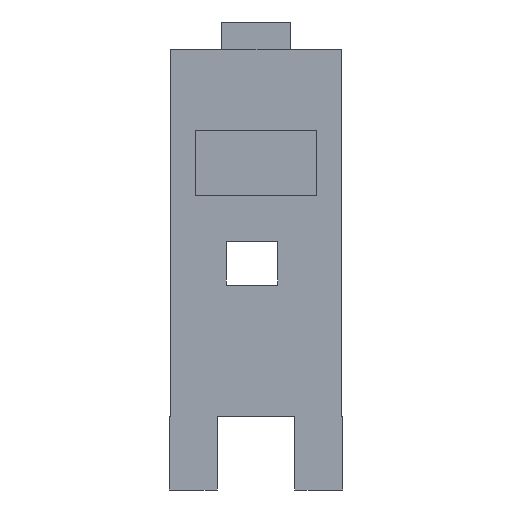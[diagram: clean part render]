
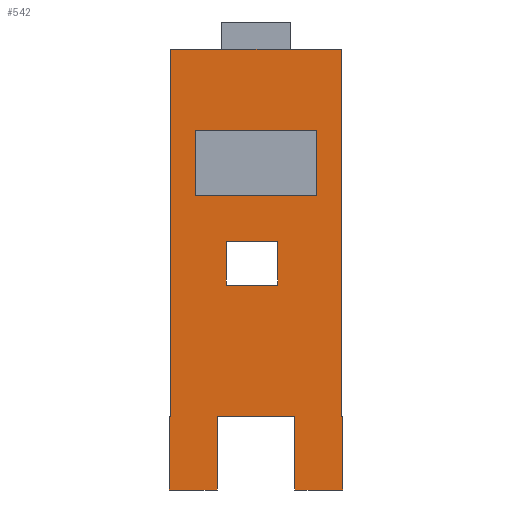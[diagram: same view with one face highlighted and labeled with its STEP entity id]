
A CAD part, front view. The second image highlights one B-rep face of the part: STEP entity #542.
In plain terms, the highlighted planar face has unit normal (0, -1, 0).
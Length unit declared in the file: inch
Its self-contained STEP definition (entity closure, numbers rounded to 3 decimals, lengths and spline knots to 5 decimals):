
#17=FACE_BOUND('',#77,.T.);
#18=FACE_BOUND('',#78,.T.);
#46=FACE_OUTER_BOUND('',#76,.T.);
#76=EDGE_LOOP('',(#467,#468,#469,#470,#471,#472,#473,#474,#475,#476,#477,
#478));
#77=EDGE_LOOP('',(#479,#480,#481,#482));
#78=EDGE_LOOP('',(#483,#484,#485,#486));
#79=LINE('',#719,#151);
#98=LINE('',#758,#170);
#101=LINE('',#762,#173);
#102=LINE('',#764,#174);
#108=LINE('',#778,#180);
#111=LINE('',#783,#183);
#113=LINE('',#788,#185);
#115=LINE('',#792,#187);
#118=LINE('',#797,#190);
#121=LINE('',#803,#193);
#123=LINE('',#807,#195);
#137=LINE('',#836,#209);
#138=LINE('',#838,#210);
#139=LINE('',#841,#211);
#141=LINE('',#844,#213);
#142=LINE('',#847,#214);
#144=LINE('',#851,#216);
#146=LINE('',#855,#218);
#148=LINE('',#859,#220);
#150=LINE('',#862,#222);
#151=VECTOR('',#589,0.3937);
#170=VECTOR('',#612,0.3937);
#173=VECTOR('',#617,0.3937);
#174=VECTOR('',#620,0.3937);
#180=VECTOR('',#630,0.3937);
#183=VECTOR('',#635,0.3937);
#185=VECTOR('',#639,0.3937);
#187=VECTOR('',#643,0.3937);
#190=VECTOR('',#648,0.3937);
#193=VECTOR('',#653,0.3937);
#195=VECTOR('',#657,0.3937);
#209=VECTOR('',#683,0.3937);
#210=VECTOR('',#686,0.3937);
#211=VECTOR('',#689,0.3937);
#213=VECTOR('',#693,0.3937);
#214=VECTOR('',#696,0.3937);
#216=VECTOR('',#700,0.3937);
#218=VECTOR('',#704,0.3937);
#220=VECTOR('',#708,0.3937);
#222=VECTOR('',#712,0.3937);
#223=VERTEX_POINT('',#717);
#224=VERTEX_POINT('',#718);
#241=VERTEX_POINT('',#756);
#242=VERTEX_POINT('',#757);
#247=VERTEX_POINT('',#775);
#248=VERTEX_POINT('',#777);
#249=VERTEX_POINT('',#781);
#250=VERTEX_POINT('',#785);
#251=VERTEX_POINT('',#787);
#252=VERTEX_POINT('',#791);
#253=VERTEX_POINT('',#795);
#254=VERTEX_POINT('',#799);
#255=VERTEX_POINT('',#801);
#256=VERTEX_POINT('',#805);
#265=VERTEX_POINT('',#834);
#266=VERTEX_POINT('',#840);
#267=VERTEX_POINT('',#846);
#268=VERTEX_POINT('',#850);
#269=VERTEX_POINT('',#854);
#270=VERTEX_POINT('',#858);
#271=EDGE_CURVE('',#223,#224,#79,.T.);
#290=EDGE_CURVE('',#241,#242,#98,.T.);
#293=EDGE_CURVE('',#224,#241,#101,.T.);
#294=EDGE_CURVE('',#242,#223,#102,.T.);
#300=EDGE_CURVE('',#248,#247,#108,.T.);
#303=EDGE_CURVE('',#247,#249,#111,.T.);
#305=EDGE_CURVE('',#250,#251,#113,.T.);
#307=EDGE_CURVE('',#251,#252,#115,.T.);
#310=EDGE_CURVE('',#253,#250,#118,.T.);
#313=EDGE_CURVE('',#254,#255,#121,.T.);
#315=EDGE_CURVE('',#256,#255,#123,.T.);
#329=EDGE_CURVE('',#249,#265,#137,.T.);
#330=EDGE_CURVE('',#265,#248,#138,.T.);
#331=EDGE_CURVE('',#253,#266,#139,.T.);
#333=EDGE_CURVE('',#254,#266,#141,.T.);
#334=EDGE_CURVE('',#267,#256,#142,.T.);
#336=EDGE_CURVE('',#268,#267,#144,.T.);
#338=EDGE_CURVE('',#269,#268,#146,.T.);
#340=EDGE_CURVE('',#270,#269,#148,.T.);
#342=EDGE_CURVE('',#270,#252,#150,.T.);
#467=ORIENTED_EDGE('',*,*,#310,.F.);
#468=ORIENTED_EDGE('',*,*,#331,.T.);
#469=ORIENTED_EDGE('',*,*,#333,.F.);
#470=ORIENTED_EDGE('',*,*,#313,.T.);
#471=ORIENTED_EDGE('',*,*,#315,.F.);
#472=ORIENTED_EDGE('',*,*,#334,.F.);
#473=ORIENTED_EDGE('',*,*,#336,.F.);
#474=ORIENTED_EDGE('',*,*,#338,.F.);
#475=ORIENTED_EDGE('',*,*,#340,.F.);
#476=ORIENTED_EDGE('',*,*,#342,.T.);
#477=ORIENTED_EDGE('',*,*,#307,.F.);
#478=ORIENTED_EDGE('',*,*,#305,.F.);
#479=ORIENTED_EDGE('',*,*,#293,.T.);
#480=ORIENTED_EDGE('',*,*,#290,.T.);
#481=ORIENTED_EDGE('',*,*,#294,.T.);
#482=ORIENTED_EDGE('',*,*,#271,.T.);
#483=ORIENTED_EDGE('',*,*,#329,.T.);
#484=ORIENTED_EDGE('',*,*,#330,.T.);
#485=ORIENTED_EDGE('',*,*,#300,.T.);
#486=ORIENTED_EDGE('',*,*,#303,.T.);
#514=PLANE('',#584);
#542=ADVANCED_FACE('',(#46,#17,#18),#514,.F.);
#584=AXIS2_PLACEMENT_3D('',#863,#713,#714);
#589=DIRECTION('',(-1.,0.,0.));
#612=DIRECTION('',(1.,0.,0.));
#617=DIRECTION('',(0.,0.,1.));
#620=DIRECTION('',(0.,0.,-1.));
#630=DIRECTION('',(0.,0.,1.));
#635=DIRECTION('',(1.,0.,0.));
#639=DIRECTION('',(1.,0.,0.));
#643=DIRECTION('',(0.,0.,-1.));
#648=DIRECTION('',(0.,0.,-1.));
#653=DIRECTION('',(-1.,0.,0.));
#657=DIRECTION('',(0.,0.,1.));
#683=DIRECTION('',(0.,0.,-1.));
#686=DIRECTION('',(-1.,0.,0.));
#689=DIRECTION('',(-1.,0.,0.));
#693=DIRECTION('',(0.,0.,1.));
#696=DIRECTION('',(-1.,0.,0.));
#700=DIRECTION('',(0.,0.,-1.));
#704=DIRECTION('',(-1.,0.,0.));
#708=DIRECTION('',(0.,0.,1.));
#712=DIRECTION('',(1.,0.,0.));
#713=DIRECTION('center_axis',(0.,1.,0.));
#714=DIRECTION('ref_axis',(1.,0.,0.));
#717=CARTESIAN_POINT('',(0.44187,0.,-0.97368));
#718=CARTESIAN_POINT('',(0.22927,0.,-0.97368));
#719=CARTESIAN_POINT('',(0.39719,0.,-0.97368));
#756=CARTESIAN_POINT('',(0.22927,0.,-0.79423));
#757=CARTESIAN_POINT('',(0.44187,0.,-0.79423));
#758=CARTESIAN_POINT('',(0.29089,0.,-0.79423));
#762=CARTESIAN_POINT('',(0.22927,0.,-0.93684));
#764=CARTESIAN_POINT('',(0.44187,0.,-0.93684));
#775=CARTESIAN_POINT('',(0.1025,0.,-0.33504));
#777=CARTESIAN_POINT('',(0.1025,0.,-0.60504));
#778=CARTESIAN_POINT('',(0.1025,0.,-0.62252));
#781=CARTESIAN_POINT('',(0.6025,0.,-0.33504));
#783=CARTESIAN_POINT('',(0.4775,0.,-0.33504));
#785=CARTESIAN_POINT('',(0.705,0.,-1.518));
#787=CARTESIAN_POINT('',(0.7105,0.,-1.518));
#788=CARTESIAN_POINT('',(0.705,0.,-1.518));
#791=CARTESIAN_POINT('',(0.7105,0.,-1.82));
#792=CARTESIAN_POINT('',(0.7105,0.,-1.5935));
#795=CARTESIAN_POINT('',(0.705,0.,0.));
#797=CARTESIAN_POINT('',(0.705,0.,0.));
#799=CARTESIAN_POINT('',(0.,0.,-1.518));
#801=CARTESIAN_POINT('',(-0.0055,0.,-1.518));
#803=CARTESIAN_POINT('',(0.,0.,-1.518));
#805=CARTESIAN_POINT('',(-0.0055,0.,-1.82));
#807=CARTESIAN_POINT('',(-0.0055,0.,-1.7445));
#834=CARTESIAN_POINT('',(0.6025,0.,-0.60504));
#836=CARTESIAN_POINT('',(0.6025,0.,-0.75752));
#838=CARTESIAN_POINT('',(0.2275,0.,-0.60504));
#840=CARTESIAN_POINT('',(0.,0.,0.));
#841=CARTESIAN_POINT('',(0.705,0.,0.));
#844=CARTESIAN_POINT('',(0.,0.,-1.82));
#846=CARTESIAN_POINT('',(0.1925,0.,-1.82));
#847=CARTESIAN_POINT('',(0.705,0.,-1.82));
#850=CARTESIAN_POINT('',(0.1925,0.,-1.518));
#851=CARTESIAN_POINT('',(0.1925,0.,-1.518));
#854=CARTESIAN_POINT('',(0.5125,0.,-1.518));
#855=CARTESIAN_POINT('',(0.5125,0.,-1.518));
#858=CARTESIAN_POINT('',(0.5125,0.,-1.82));
#859=CARTESIAN_POINT('',(0.5125,0.,-1.82));
#862=CARTESIAN_POINT('',(0.705,0.,-1.82));
#863=CARTESIAN_POINT('Origin',(0.3525,0.,-0.91));
